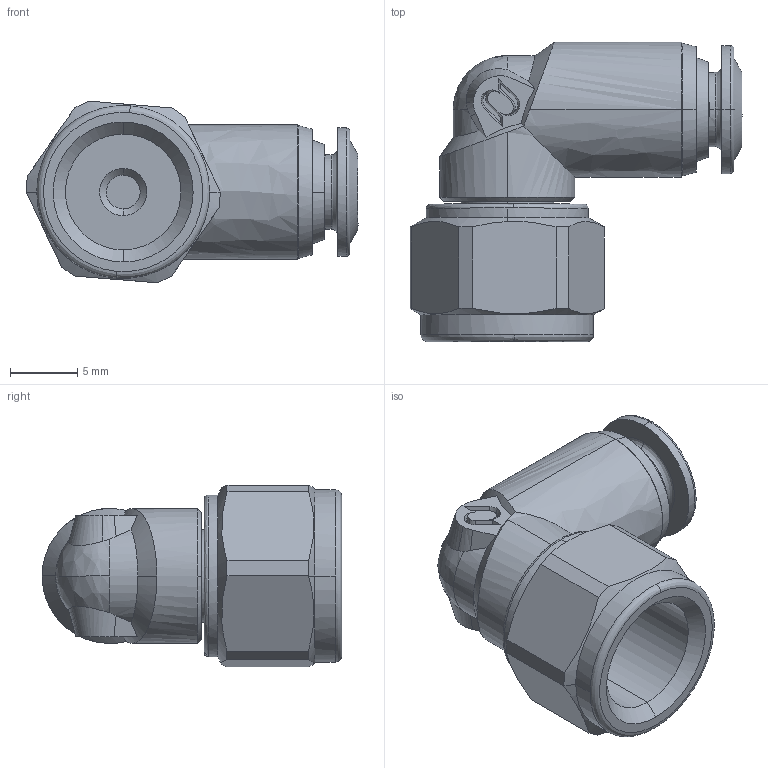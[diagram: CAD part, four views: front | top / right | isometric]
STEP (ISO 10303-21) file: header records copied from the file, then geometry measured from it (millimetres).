
FILE_DESCRIPTION (( 'STEP AP214' ), '1' );
FILE_NAME ('PLF04-G01_ME.STEP', '2018-09-06T13:04:47', ( '' ), ( '' ), 'SwSTEP 2.0', 'SolidWorks 2018', '' );
FILE_SCHEMA (( 'AUTOMOTIVE_DESIGN' ));
Length unit declared in the file: millimetre
Products named in the file (1): PLF04-G01_ME
Bounding box: 24.6 x 22.2 x 13.46 mm (x, y, z)
Volume: 2472.5 mm3; surface area: 1846 mm2
Topology: 1 solids, 1 shells, 129 faces, 325 edges, 208 vertices
Faces by surface type: bspline 129
Entity records: 6560 total; most frequent: CARTESIAN_POINT 4636, ORIENTED_EDGE 646, EDGE_CURVE 323, B_SPLINE_CURVE_WITH_KNOTS 237, VERTEX_POINT 208, EDGE_LOOP 145, ADVANCED_FACE 129, FACE_OUTER_BOUND 129
